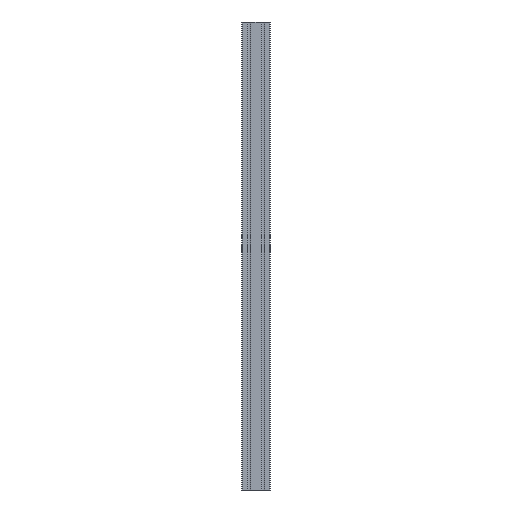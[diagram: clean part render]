
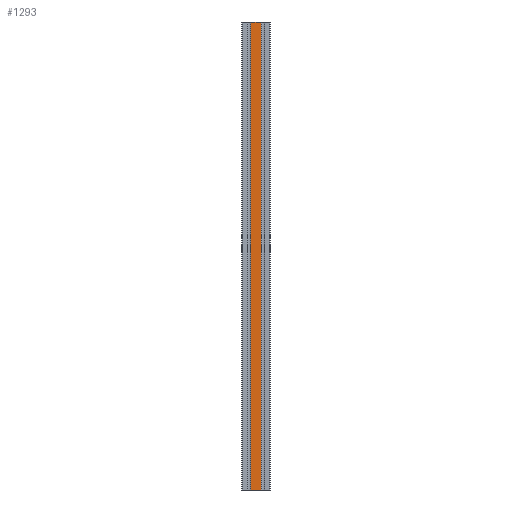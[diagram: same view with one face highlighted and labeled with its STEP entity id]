
A CAD part, left-side view. The second image highlights one B-rep face of the part: STEP entity #1293.
In plain terms, the highlighted planar face has unit normal (-1, 0, 0).
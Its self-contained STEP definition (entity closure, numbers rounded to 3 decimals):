
#36 = CARTESIAN_POINT ( 'NONE',  ( -15., -26.75, 1000. ) ) ;
#50 = DIRECTION ( 'NONE',  ( 0., 0., -1. ) ) ;
#81 = DIRECTION ( 'NONE',  ( 0., 0., -1. ) ) ;
#105 = EDGE_CURVE ( 'NONE', #148, #1571, #1249, .T. ) ;
#148 = VERTEX_POINT ( 'NONE', #1301 ) ;
#174 = CARTESIAN_POINT ( 'NONE',  ( -15., 0., 0. ) ) ;
#211 = VERTEX_POINT ( 'NONE', #36 ) ;
#242 = VECTOR ( 'NONE', #50, 1000. ) ;
#258 = ORIENTED_EDGE ( 'NONE', *, *, #2084, .F. ) ;
#499 = CARTESIAN_POINT ( 'NONE',  ( -15., -26.75, 1000. ) ) ;
#528 = EDGE_CURVE ( 'NONE', #2755, #148, #2650, .T. ) ;
#749 = CARTESIAN_POINT ( 'NONE',  ( -15., -3.25, 1000. ) ) ;
#819 = VECTOR ( 'NONE', #1868, 1000. ) ;
#842 = VECTOR ( 'NONE', #81, 1000. ) ;
#1060 = DIRECTION ( 'NONE',  ( 1., 0., 0. ) ) ;
#1089 = ORIENTED_EDGE ( 'NONE', *, *, #105, .T. ) ;
#1249 = LINE ( 'NONE', #174, #1339 ) ;
#1257 = CARTESIAN_POINT ( 'NONE',  ( -15., 0., 1000. ) ) ;
#1293 = ADVANCED_FACE ( 'NONE', ( #1295 ), #1509, .F. ) ;
#1295 = FACE_OUTER_BOUND ( 'NONE', #1425, .T. ) ;
#1301 = CARTESIAN_POINT ( 'NONE',  ( -15., -3.25, 0. ) ) ;
#1339 = VECTOR ( 'NONE', #2090, 1000. ) ;
#1425 = EDGE_LOOP ( 'NONE', ( #1089, #1622, #258, #2352 ) ) ;
#1426 = CARTESIAN_POINT ( 'NONE',  ( -15., -3.25, 1000. ) ) ;
#1479 = CARTESIAN_POINT ( 'NONE',  ( -15., -26.75, 0. ) ) ;
#1503 = LINE ( 'NONE', #1257, #819 ) ;
#1509 = PLANE ( 'NONE',  #1995 ) ;
#1571 = VERTEX_POINT ( 'NONE', #1479 ) ;
#1622 = ORIENTED_EDGE ( 'NONE', *, *, #2626, .F. ) ;
#1761 = LINE ( 'NONE', #499, #242 ) ;
#1868 = DIRECTION ( 'NONE',  ( 0., -1., 0. ) ) ;
#1995 = AXIS2_PLACEMENT_3D ( 'NONE', #2147, #1060, #2566 ) ;
#2084 = EDGE_CURVE ( 'NONE', #2755, #211, #1503, .T. ) ;
#2090 = DIRECTION ( 'NONE',  ( 0., -1., 0. ) ) ;
#2147 = CARTESIAN_POINT ( 'NONE',  ( -15., 0., 1000. ) ) ;
#2352 = ORIENTED_EDGE ( 'NONE', *, *, #528, .T. ) ;
#2566 = DIRECTION ( 'NONE',  ( 0., 0., -1. ) ) ;
#2626 = EDGE_CURVE ( 'NONE', #211, #1571, #1761, .T. ) ;
#2650 = LINE ( 'NONE', #1426, #842 ) ;
#2755 = VERTEX_POINT ( 'NONE', #749 ) ;
